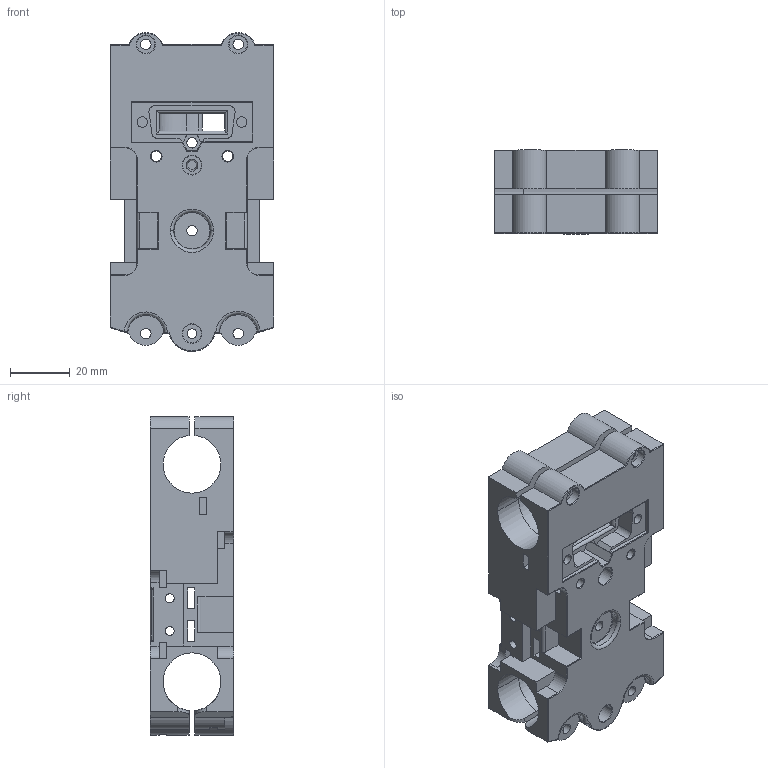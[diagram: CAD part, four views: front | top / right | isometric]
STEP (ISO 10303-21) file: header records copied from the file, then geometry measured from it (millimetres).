
FILE_DESCRIPTION(('CATIA V5 STEP Exchange'),'2;1');
FILE_NAME('HYPERCUBE-EVO-0001_NGEN.stp','2018-08-25T14:16:29+00:00',('none'),('none'),'CATIA Version 5 Release 21 GA (IN-10)','CATIA V5 STEP AP203','none');
FILE_SCHEMA(('CONFIG_CONTROL_DESIGN'));
Length unit declared in the file: millimetre
Products named in the file (1): HYPERCUBE-EVO-0001_NGEN
Bounding box: 55 x 28 x 106.98 mm (x, y, z)
Volume: 88599.9 mm3; surface area: 35245 mm2
Topology: 1 solids, 1 shells, 572 faces, 1473 edges, 922 vertices
Faces by surface type: plane 250, cylinder 249, torus 67, bspline 4, cone 2
Entity records: 16748 total; most frequent: CARTESIAN_POINT 3827, ORIENTED_EDGE 2946, DIRECTION 2082, EDGE_CURVE 1473, VERTEX_POINT 922, VECTOR 891, LINE 891, AXIS2_PLACEMENT_3D 809
